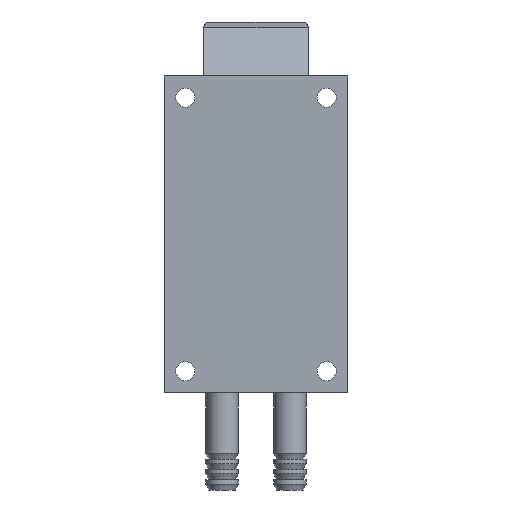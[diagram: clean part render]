
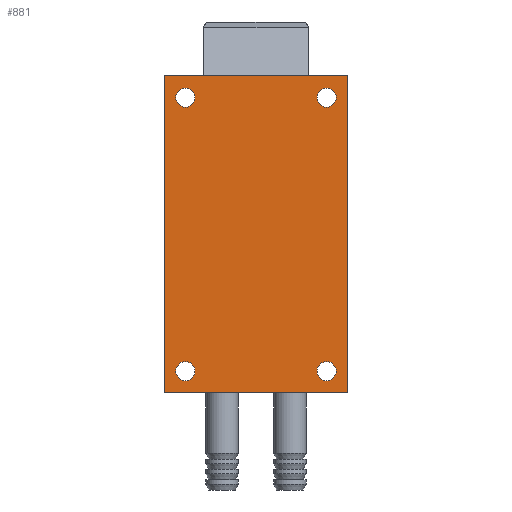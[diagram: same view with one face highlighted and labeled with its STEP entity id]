
A CAD part, front view. The second image highlights one B-rep face of the part: STEP entity #881.
In plain terms, the highlighted planar face has unit normal (0, -1, 0).
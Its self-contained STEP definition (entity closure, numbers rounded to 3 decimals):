
#29 = VECTOR ( 'NONE', #335, 1000. ) ;
#35 = DIRECTION ( 'NONE',  ( 0., 0., 1. ) ) ;
#114 = DIRECTION ( 'NONE',  ( 0., 0., 1. ) ) ;
#137 = EDGE_CURVE ( 'NONE', #251, #2041, #3214, .T. ) ;
#190 = CARTESIAN_POINT ( 'NONE',  ( -24., -7., -46.5 ) ) ;
#198 = LINE ( 'NONE', #768, #3660 ) ;
#251 = VERTEX_POINT ( 'NONE', #3449 ) ;
#335 = DIRECTION ( 'NONE',  ( 1., 0., 0. ) ) ;
#364 = AXIS2_PLACEMENT_3D ( 'NONE', #190, #2542, #531 ) ;
#405 = CARTESIAN_POINT ( 'NONE',  ( 24., -7., -46.5 ) ) ;
#422 = CARTESIAN_POINT ( 'NONE',  ( -31.25, -7., -53.9 ) ) ;
#436 = CARTESIAN_POINT ( 'NONE',  ( -24., -7., 49.75 ) ) ;
#531 = DIRECTION ( 'NONE',  ( 0., 0., 1. ) ) ;
#591 = EDGE_CURVE ( 'NONE', #1383, #3733, #1438, .T. ) ;
#675 = DIRECTION ( 'NONE',  ( 0., 1., 0. ) ) ;
#678 = ORIENTED_EDGE ( 'NONE', *, *, #591, .T. ) ;
#768 = CARTESIAN_POINT ( 'NONE',  ( -31.25, -7., -53.9 ) ) ;
#834 = VERTEX_POINT ( 'NONE', #2970 ) ;
#849 = DIRECTION ( 'NONE',  ( 0., 1., 0. ) ) ;
#857 = DIRECTION ( 'NONE',  ( 0., 0., -1. ) ) ;
#873 = ORIENTED_EDGE ( 'NONE', *, *, #3147, .F. ) ;
#881 = ADVANCED_FACE ( 'NONE', ( #2378, #3916, #3047, #2180, #1285 ), #2735, .F. ) ;
#906 = EDGE_CURVE ( 'NONE', #3513, #3304, #3720, .T. ) ;
#917 = CARTESIAN_POINT ( 'NONE',  ( -31.25, -7., -53.9 ) ) ;
#963 = CARTESIAN_POINT ( 'NONE',  ( -24., -7., -49.75 ) ) ;
#1007 = CARTESIAN_POINT ( 'NONE',  ( 24., -7., 46.5 ) ) ;
#1025 = DIRECTION ( 'NONE',  ( 0., 1., 0. ) ) ;
#1142 = CIRCLE ( 'NONE', #364, 3.25 ) ;
#1222 = CARTESIAN_POINT ( 'NONE',  ( 31.25, -7., 53.9 ) ) ;
#1250 = CARTESIAN_POINT ( 'NONE',  ( 24., -7., -46.5 ) ) ;
#1274 = DIRECTION ( 'NONE',  ( 0., 1., 0. ) ) ;
#1285 = FACE_BOUND ( 'NONE', #3760, .T. ) ;
#1334 = AXIS2_PLACEMENT_3D ( 'NONE', #1378, #1274, #2708 ) ;
#1347 = DIRECTION ( 'NONE',  ( 0., 0., 1. ) ) ;
#1357 = EDGE_CURVE ( 'NONE', #1419, #3421, #198, .T. ) ;
#1362 = CARTESIAN_POINT ( 'NONE',  ( -31.25, -7., 53.9 ) ) ;
#1378 = CARTESIAN_POINT ( 'NONE',  ( 0., -7., 0. ) ) ;
#1383 = VERTEX_POINT ( 'NONE', #436 ) ;
#1419 = VERTEX_POINT ( 'NONE', #2480 ) ;
#1438 = CIRCLE ( 'NONE', #3626, 3.25 ) ;
#1451 = CIRCLE ( 'NONE', #2268, 3.25 ) ;
#1462 = CIRCLE ( 'NONE', #1647, 3.25 ) ;
#1570 = ORIENTED_EDGE ( 'NONE', *, *, #3883, .T. ) ;
#1578 = DIRECTION ( 'NONE',  ( 0., 0., 1. ) ) ;
#1627 = AXIS2_PLACEMENT_3D ( 'NONE', #1007, #3336, #1347 ) ;
#1647 = AXIS2_PLACEMENT_3D ( 'NONE', #2841, #849, #3181 ) ;
#1662 = ORIENTED_EDGE ( 'NONE', *, *, #3406, .T. ) ;
#1683 = ORIENTED_EDGE ( 'NONE', *, *, #3356, .F. ) ;
#1690 = ORIENTED_EDGE ( 'NONE', *, *, #3117, .T. ) ;
#1716 = CARTESIAN_POINT ( 'NONE',  ( -24., -7., -46.5 ) ) ;
#1763 = ORIENTED_EDGE ( 'NONE', *, *, #3975, .T. ) ;
#1792 = AXIS2_PLACEMENT_3D ( 'NONE', #405, #675, #1867 ) ;
#1801 = CARTESIAN_POINT ( 'NONE',  ( -24., -7., 43.25 ) ) ;
#1867 = DIRECTION ( 'NONE',  ( 0., 0., 1. ) ) ;
#1884 = CARTESIAN_POINT ( 'NONE',  ( -24., -7., 46.5 ) ) ;
#1979 = CARTESIAN_POINT ( 'NONE',  ( 24., -7., -43.25 ) ) ;
#2020 = ORIENTED_EDGE ( 'NONE', *, *, #2267, .F. ) ;
#2041 = VERTEX_POINT ( 'NONE', #963 ) ;
#2063 = DIRECTION ( 'NONE',  ( 0., 0., 1. ) ) ;
#2150 = DIRECTION ( 'NONE',  ( 0., 1., 0. ) ) ;
#2180 = FACE_BOUND ( 'NONE', #2247, .T. ) ;
#2226 = AXIS2_PLACEMENT_3D ( 'NONE', #1250, #3574, #1578 ) ;
#2247 = EDGE_LOOP ( 'NONE', ( #1662, #2797 ) ) ;
#2267 = EDGE_CURVE ( 'NONE', #3421, #4312, #3848, .T. ) ;
#2268 = AXIS2_PLACEMENT_3D ( 'NONE', #4100, #2150, #114 ) ;
#2378 = FACE_BOUND ( 'NONE', #2643, .T. ) ;
#2389 = EDGE_LOOP ( 'NONE', ( #1683, #873, #2020, #3456 ) ) ;
#2399 = EDGE_CURVE ( 'NONE', #3733, #1383, #1462, .T. ) ;
#2459 = AXIS2_PLACEMENT_3D ( 'NONE', #1716, #1025, #2063 ) ;
#2480 = CARTESIAN_POINT ( 'NONE',  ( 31.25, -7., -53.9 ) ) ;
#2542 = DIRECTION ( 'NONE',  ( 0., 1., 0. ) ) ;
#2547 = DIRECTION ( 'NONE',  ( 0., 1., 0. ) ) ;
#2643 = EDGE_LOOP ( 'NONE', ( #2718, #678 ) ) ;
#2708 = DIRECTION ( 'NONE',  ( 0., 0., 1. ) ) ;
#2718 = ORIENTED_EDGE ( 'NONE', *, *, #2399, .T. ) ;
#2735 = PLANE ( 'NONE',  #1334 ) ;
#2797 = ORIENTED_EDGE ( 'NONE', *, *, #906, .T. ) ;
#2841 = CARTESIAN_POINT ( 'NONE',  ( -24., -7., 46.5 ) ) ;
#2843 = CARTESIAN_POINT ( 'NONE',  ( 24., -7., -49.75 ) ) ;
#2970 = CARTESIAN_POINT ( 'NONE',  ( 24., -7., 43.25 ) ) ;
#3024 = EDGE_LOOP ( 'NONE', ( #1763, #3871 ) ) ;
#3047 = FACE_OUTER_BOUND ( 'NONE', #2389, .T. ) ;
#3104 = DIRECTION ( 'NONE',  ( -1., 0., 0. ) ) ;
#3117 = EDGE_CURVE ( 'NONE', #834, #4253, #3604, .T. ) ;
#3147 = EDGE_CURVE ( 'NONE', #4312, #3360, #3378, .T. ) ;
#3181 = DIRECTION ( 'NONE',  ( 0., 0., 1. ) ) ;
#3214 = CIRCLE ( 'NONE', #2459, 3.25 ) ;
#3304 = VERTEX_POINT ( 'NONE', #2843 ) ;
#3322 = VECTOR ( 'NONE', #857, 1000. ) ;
#3336 = DIRECTION ( 'NONE',  ( 0., 1., 0. ) ) ;
#3356 = EDGE_CURVE ( 'NONE', #3360, #1419, #4187, .T. ) ;
#3360 = VERTEX_POINT ( 'NONE', #1222 ) ;
#3378 = LINE ( 'NONE', #1362, #29 ) ;
#3406 = EDGE_CURVE ( 'NONE', #3304, #3513, #4083, .T. ) ;
#3421 = VERTEX_POINT ( 'NONE', #917 ) ;
#3449 = CARTESIAN_POINT ( 'NONE',  ( -24., -7., -43.25 ) ) ;
#3456 = ORIENTED_EDGE ( 'NONE', *, *, #1357, .F. ) ;
#3513 = VERTEX_POINT ( 'NONE', #1979 ) ;
#3574 = DIRECTION ( 'NONE',  ( 0., 1., 0. ) ) ;
#3604 = CIRCLE ( 'NONE', #1627, 3.25 ) ;
#3626 = AXIS2_PLACEMENT_3D ( 'NONE', #1884, #2547, #35 ) ;
#3652 = VECTOR ( 'NONE', #4080, 1000. ) ;
#3660 = VECTOR ( 'NONE', #3104, 1000. ) ;
#3720 = CIRCLE ( 'NONE', #1792, 3.25 ) ;
#3733 = VERTEX_POINT ( 'NONE', #1801 ) ;
#3760 = EDGE_LOOP ( 'NONE', ( #1690, #1570 ) ) ;
#3848 = LINE ( 'NONE', #422, #3652 ) ;
#3871 = ORIENTED_EDGE ( 'NONE', *, *, #137, .T. ) ;
#3883 = EDGE_CURVE ( 'NONE', #4253, #834, #1451, .T. ) ;
#3916 = FACE_BOUND ( 'NONE', #3024, .T. ) ;
#3975 = EDGE_CURVE ( 'NONE', #2041, #251, #1142, .T. ) ;
#3995 = CARTESIAN_POINT ( 'NONE',  ( 24., -7., 49.75 ) ) ;
#4006 = CARTESIAN_POINT ( 'NONE',  ( -31.25, -7., 53.9 ) ) ;
#4080 = DIRECTION ( 'NONE',  ( 0., 0., 1. ) ) ;
#4083 = CIRCLE ( 'NONE', #2226, 3.25 ) ;
#4100 = CARTESIAN_POINT ( 'NONE',  ( 24., -7., 46.5 ) ) ;
#4169 = CARTESIAN_POINT ( 'NONE',  ( 31.25, -7., -53.9 ) ) ;
#4187 = LINE ( 'NONE', #4169, #3322 ) ;
#4253 = VERTEX_POINT ( 'NONE', #3995 ) ;
#4312 = VERTEX_POINT ( 'NONE', #4006 ) ;
